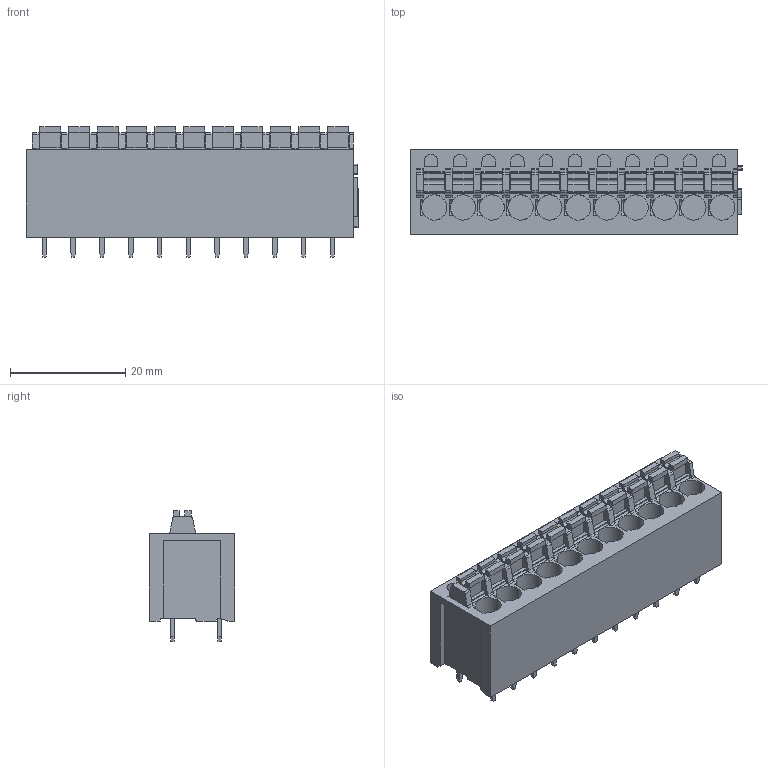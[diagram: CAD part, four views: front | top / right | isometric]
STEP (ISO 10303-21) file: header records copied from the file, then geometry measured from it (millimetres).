
FILE_DESCRIPTION(('CATIA V5 STEP Exchange','CAx-IF Rec.Pracs.--- Model Styling and Organization---1.2---2011-12-15'),'2;1');
FILE_NAME ('D1451066_0_1330280000_1330280000.stp','2018-09-07T10:31:15+00:00',('none'),('Weidmueller'),'CATIA Version 5-6 Release 2014','CATIA V5 STEP AP214','none');
FILE_SCHEMA(('AUTOMOTIVE_DESIGN { 1 0 10303 214 1 1 1 1 }'));
Length unit declared in the file: millimetre
Products named in the file (1): 1330280000
Bounding box: 57.65 x 14.8 x 22.7 mm (x, y, z)
Volume: 11819.4 mm3; surface area: 7128.1 mm2
Topology: 34 solids, 34 shells, 764 faces, 2013 edges, 1342 vertices
Faces by surface type: plane 591, cylinder 173
Entity records: 21070 total; most frequent: ORIENTED_EDGE 4026, CARTESIAN_POINT 3828, DIRECTION 2682, EDGE_CURVE 2013, VECTOR 1634, LINE 1634, VERTEX_POINT 1342, EDGE_LOOP 789
